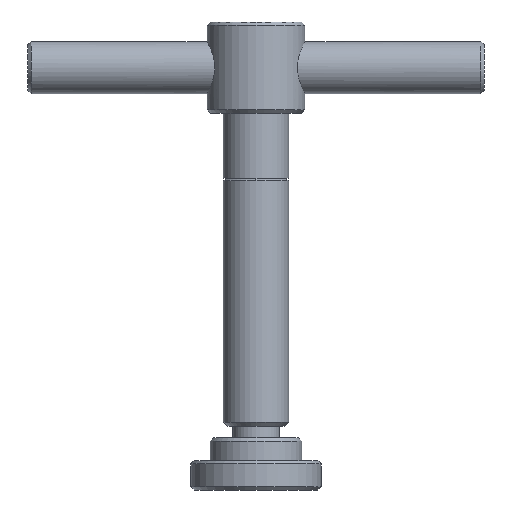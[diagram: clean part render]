
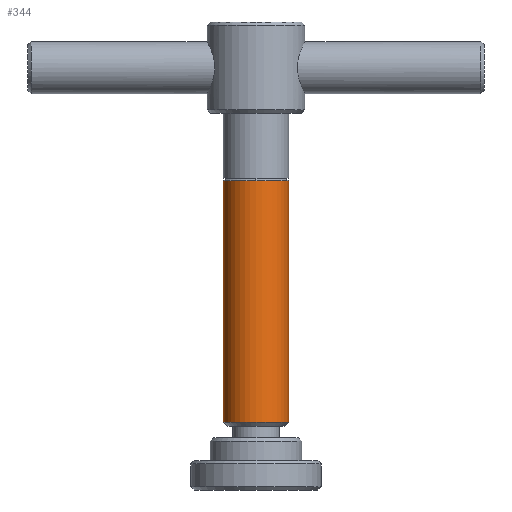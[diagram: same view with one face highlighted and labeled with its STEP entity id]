
A CAD part, front view. The second image highlights one B-rep face of the part: STEP entity #344.
In plain terms, the highlighted cylindrical face has radius 10 mm (diameter 20 mm), a partial arc.
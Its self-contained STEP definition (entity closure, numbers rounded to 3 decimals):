
#256=VERTEX_POINT('',#658);
#260=EDGE_CURVE('',#412,#256,#662,.T.);
#290=VERTEX_POINT('',#695);
#298=EDGE_CURVE('',#256,#290,#705,.T.);
#304=VERTEX_POINT('',#711);
#344=ADVANCED_FACE('',(#759),#760,.T.);
#354=EDGE_CURVE('',#392,#304,#770,.T.);
#390=EDGE_CURVE('',#290,#392,#810,.T.);
#392=VERTEX_POINT('',#812);
#412=VERTEX_POINT('',#834);
#492=EDGE_CURVE('',#304,#412,#925,.T.);
#658=CARTESIAN_POINT('',(10.0,0.,20.85));
#662=CIRCLE('',#1124,10.0);
#695=CARTESIAN_POINT('',(10.0,0.,94.819));
#705=LINE('',#1180,#1181);
#711=CARTESIAN_POINT('',(-10.,0.,94.819));
#759=FACE_OUTER_BOUND('',#1248,.T.);
#760=CYLINDRICAL_SURFACE('',#1249,10.0);
#770=CIRCLE('',#1263,10.0);
#810=CIRCLE('',#1317,10.0);
#812=CARTESIAN_POINT('',(0.,-10.,94.819));
#834=CARTESIAN_POINT('',(-10.,0.,20.85));
#925=LINE('',#1544,#1545);
#1124=AXIS2_PLACEMENT_3D('',#1795,#1796,#1797);
#1180=CARTESIAN_POINT('',(10.0,0.,68.225));
#1181=VECTOR('',#1859,1.0);
#1248=EDGE_LOOP('',(#1939,#1940,#1941,#1942,#1943));
#1249=AXIS2_PLACEMENT_3D('',#1944,#1945,#1946);
#1263=AXIS2_PLACEMENT_3D('',#1951,#1952,#1953);
#1317=AXIS2_PLACEMENT_3D('',#2011,#2012,#2013);
#1544=CARTESIAN_POINT('',(-10.,0.,68.225));
#1545=VECTOR('',#2144,1.0);
#1795=CARTESIAN_POINT('',(0.,0.,20.85));
#1796=DIRECTION('',(0.,0.,1.0));
#1797=DIRECTION('',(1.0,0.,0.));
#1859=DIRECTION('',(0.,0.,1.0));
#1939=ORIENTED_EDGE('',*,*,#298,.T.);
#1940=ORIENTED_EDGE('',*,*,#390,.T.);
#1941=ORIENTED_EDGE('',*,*,#354,.T.);
#1942=ORIENTED_EDGE('',*,*,#492,.T.);
#1943=ORIENTED_EDGE('',*,*,#260,.T.);
#1944=CARTESIAN_POINT('',(0.,0.,68.225));
#1945=DIRECTION('',(0.,0.,-1.0));
#1946=DIRECTION('',(1.0,0.,0.));
#1951=CARTESIAN_POINT('',(0.,0.,94.819));
#1952=DIRECTION('',(0.,0.,-1.0));
#1953=DIRECTION('',(1.0,0.,0.));
#2011=CARTESIAN_POINT('',(0.,0.,94.819));
#2012=DIRECTION('',(0.,0.,-1.0));
#2013=DIRECTION('',(1.0,0.,0.));
#2144=DIRECTION('',(0.,0.,-1.0));
